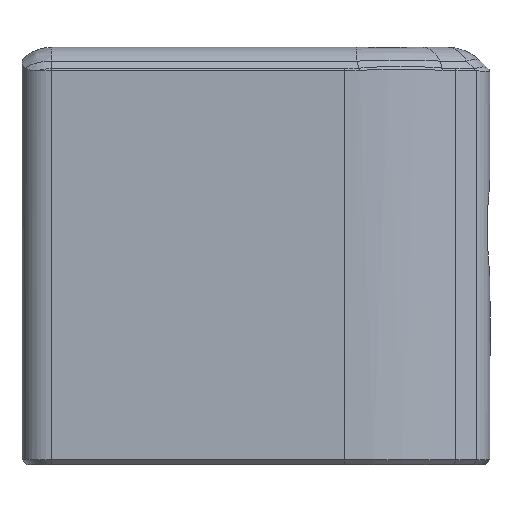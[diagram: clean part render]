
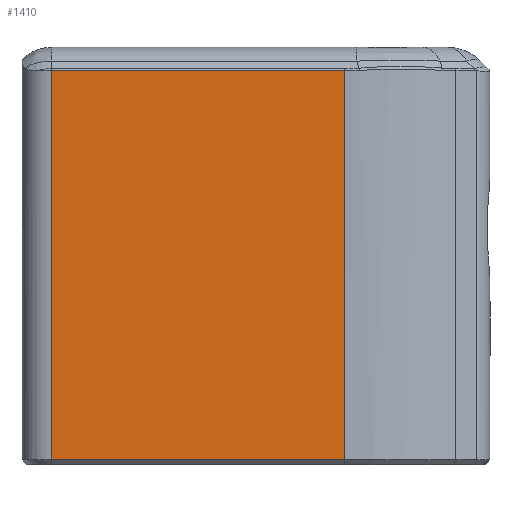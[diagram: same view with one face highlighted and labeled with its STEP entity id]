
A CAD part, left-side view. The second image highlights one B-rep face of the part: STEP entity #1410.
In plain terms, the highlighted planar face has unit normal (-1, 0, 0).
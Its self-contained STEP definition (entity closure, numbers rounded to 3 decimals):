
#204=FACE_OUTER_BOUND('',#301,.T.);
#301=EDGE_LOOP('',(#1121,#1122,#1123,#1124));
#409=LINE('',#2144,#517);
#446=LINE('',#2384,#554);
#447=LINE('',#2418,#555);
#448=LINE('',#2419,#556);
#517=VECTOR('',#1707,10.);
#554=VECTOR('',#1822,10.);
#555=VECTOR('',#1825,10.);
#556=VECTOR('',#1826,10.);
#630=VERTEX_POINT('',#2134);
#632=VERTEX_POINT('',#2140);
#670=VERTEX_POINT('',#2383);
#673=VERTEX_POINT('',#2417);
#767=EDGE_CURVE('',#630,#632,#409,.T.);
#828=EDGE_CURVE('',#632,#670,#446,.T.);
#832=EDGE_CURVE('',#630,#673,#447,.T.);
#833=EDGE_CURVE('',#670,#673,#448,.T.);
#1121=ORIENTED_EDGE('',*,*,#767,.F.);
#1122=ORIENTED_EDGE('',*,*,#832,.T.);
#1123=ORIENTED_EDGE('',*,*,#833,.F.);
#1124=ORIENTED_EDGE('',*,*,#828,.F.);
#1359=PLANE('',#1529);
#1410=ADVANCED_FACE('',(#204),#1359,.F.);
#1529=AXIS2_PLACEMENT_3D('',#2416,#1823,#1824);
#1707=DIRECTION('',(0.,1.,0.));
#1822=DIRECTION('',(0.,0.,1.));
#1823=DIRECTION('center_axis',(1.,0.,0.));
#1824=DIRECTION('ref_axis',(0.,1.,0.));
#1825=DIRECTION('',(0.,0.,1.));
#1826=DIRECTION('',(0.,-1.,0.));
#2134=CARTESIAN_POINT('',(-16.35,30.95,-15.366));
#2140=CARTESIAN_POINT('',(-16.35,56.,-15.366));
#2144=CARTESIAN_POINT('',(-16.35,32.475,-15.366));
#2383=CARTESIAN_POINT('',(-16.35,56.,17.889));
#2384=CARTESIAN_POINT('',(-16.35,56.,-15.766));
#2416=CARTESIAN_POINT('Origin',(-16.35,30.95,-15.766));
#2417=CARTESIAN_POINT('',(-16.35,30.95,17.889));
#2418=CARTESIAN_POINT('',(-16.35,30.95,-15.766));
#2419=CARTESIAN_POINT('',(-16.35,34.75,17.889));
